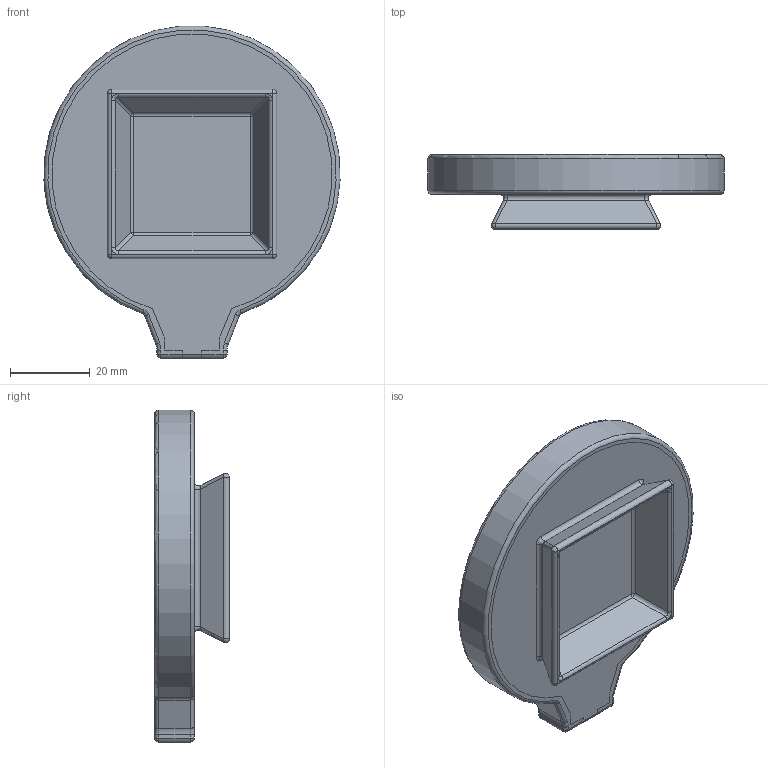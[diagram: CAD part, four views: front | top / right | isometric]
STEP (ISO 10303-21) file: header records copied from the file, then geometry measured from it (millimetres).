
FILE_DESCRIPTION(('FreeCAD Model'),'2;1');
FILE_NAME('Open CASCADE Shape Model','2025-02-10T01:11:30',('Author'),( ''),'Open CASCADE STEP processor 7.6','FreeCAD','Unknown');
FILE_SCHEMA(('AUTOMOTIVE_DESIGN { 1 0 10303 214 1 1 1 1 }'));
Length unit declared in the file: millimetre
Products named in the file (1): Body
Bounding box: 74.43 x 18.8 x 83.46 mm (x, y, z)
Volume: 15806.7 mm3; surface area: 15675.4 mm2
Topology: 1 solids, 1 shells, 132 faces, 316 edges, 174 vertices
Faces by surface type: cylinder 56, plane 29, bspline 16, sphere 14, torus 13, revolution 4
Entity records: 9175 total; most frequent: CARTESIAN_POINT 3199, DIRECTION 1115, LINE 630, VECTOR 630, ORIENTED_EDGE 604, PCURVE 604, DEFINITIONAL_REPRESENTATION 604, EDGE_CURVE 302
